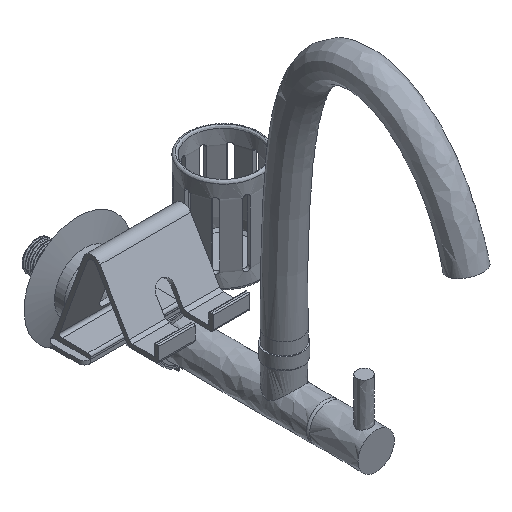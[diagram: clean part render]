
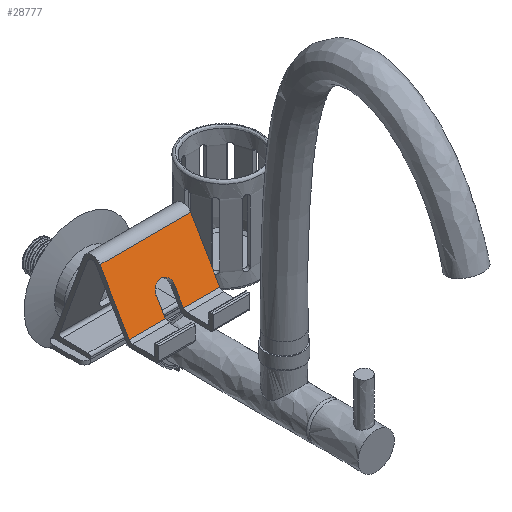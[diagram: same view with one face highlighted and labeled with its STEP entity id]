
A CAD part, isometric view. The second image highlights one B-rep face of the part: STEP entity #28777.
In plain terms, the highlighted free-form (B-spline) face has degree [1, 1] with [2, 2] control points.
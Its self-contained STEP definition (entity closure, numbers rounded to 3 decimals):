
#28549 = VERTEX_POINT('',#28550);
#28550 = CARTESIAN_POINT('',(-44.926,-54.333,
    65.549));
#28555 = EDGE_CURVE('',#28556,#28549,#28558,.T.);
#28556 = VERTEX_POINT('',#28557);
#28557 = CARTESIAN_POINT('',(-44.926,-61.82,
    52.58));
#28558 = B_SPLINE_CURVE_WITH_KNOTS('',1,(#28559,#28560),.UNSPECIFIED.,
  .F.,.F.,(2,2),(8.525,23.525),
  .PIECEWISE_BEZIER_KNOTS.);
#28559 = CARTESIAN_POINT('',(-44.926,-61.82,
    52.58));
#28560 = CARTESIAN_POINT('',(-44.926,-54.333,
    65.549));
#28751 = EDGE_CURVE('',#28549,#28752,#28754,.T.);
#28752 = VERTEX_POINT('',#28753);
#28753 = CARTESIAN_POINT('',(-29.95,-54.333,
    65.549));
#28754 = ( BOUNDED_CURVE() B_SPLINE_CURVE(2,(#28755,#28756,#28757,#28758
,#28759),.UNSPECIFIED.,.F.,.F.) B_SPLINE_CURVE_WITH_KNOTS((3,2,3),(
    3.142,4.712,6.283),
.PIECEWISE_BEZIER_KNOTS.) CURVE() GEOMETRIC_REPRESENTATION_ITEM() 
RATIONAL_B_SPLINE_CURVE((1.,0.707,1.,0.707,1.)) 
REPRESENTATION_ITEM('') );
#28755 = CARTESIAN_POINT('',(-44.926,-54.333,
    65.549));
#28756 = CARTESIAN_POINT('',(-44.926,-50.589,
    72.034));
#28757 = CARTESIAN_POINT('',(-37.438,-50.589,
    72.034));
#28758 = CARTESIAN_POINT('',(-29.95,-50.589,
    72.034));
#28759 = CARTESIAN_POINT('',(-29.95,-54.333,
    65.549));
#28777 = ADVANCED_FACE('',(#28778),#28822,.T.);
#28778 = FACE_BOUND('',#28779,.T.);
#28779 = EDGE_LOOP('',(#28780,#28781,#28782,#28789,#28796,#28803,#28810,
    #28817));
#28780 = ORIENTED_EDGE('',*,*,#28555,.T.);
#28781 = ORIENTED_EDGE('',*,*,#28751,.T.);
#28782 = ORIENTED_EDGE('',*,*,#28783,.T.);
#28783 = EDGE_CURVE('',#28752,#28784,#28786,.T.);
#28784 = VERTEX_POINT('',#28785);
#28785 = CARTESIAN_POINT('',(-29.95,-61.82,
    52.58));
#28786 = B_SPLINE_CURVE_WITH_KNOTS('',1,(#28787,#28788),.UNSPECIFIED.,
  .F.,.F.,(2,2),(-18.978,-3.978),
  .PIECEWISE_BEZIER_KNOTS.);
#28787 = CARTESIAN_POINT('',(-29.95,-54.333,
    65.549));
#28788 = CARTESIAN_POINT('',(-29.95,-61.82,
    52.58));
#28789 = ORIENTED_EDGE('',*,*,#28790,.F.);
#28790 = EDGE_CURVE('',#28791,#28784,#28793,.T.);
#28791 = VERTEX_POINT('',#28792);
#28792 = CARTESIAN_POINT('',(0.,-61.82,52.58));
#28793 = B_SPLINE_CURVE_WITH_KNOTS('',1,(#28794,#28795),.UNSPECIFIED.,
  .F.,.F.,(2,2),(0.,30.),.PIECEWISE_BEZIER_KNOTS.);
#28794 = CARTESIAN_POINT('',(0.,-61.82,52.58));
#28795 = CARTESIAN_POINT('',(-29.95,-61.82,
    52.58));
#28796 = ORIENTED_EDGE('',*,*,#28797,.F.);
#28797 = EDGE_CURVE('',#28798,#28791,#28800,.T.);
#28798 = VERTEX_POINT('',#28799);
#28799 = CARTESIAN_POINT('',(0.,-37.86,94.081));
#28800 = B_SPLINE_CURVE_WITH_KNOTS('',1,(#28801,#28802),.UNSPECIFIED.,
  .F.,.F.,(2,2),(0.,48.),.PIECEWISE_BEZIER_KNOTS.);
#28801 = CARTESIAN_POINT('',(0.,-37.86,94.081));
#28802 = CARTESIAN_POINT('',(0.,-61.82,52.58));
#28803 = ORIENTED_EDGE('',*,*,#28804,.T.);
#28804 = EDGE_CURVE('',#28798,#28805,#28807,.T.);
#28805 = VERTEX_POINT('',#28806);
#28806 = CARTESIAN_POINT('',(-74.876,-37.86,
    94.081));
#28807 = B_SPLINE_CURVE_WITH_KNOTS('',1,(#28808,#28809),.UNSPECIFIED.,
  .F.,.F.,(2,2),(0.,75.),.PIECEWISE_BEZIER_KNOTS.);
#28808 = CARTESIAN_POINT('',(0.,-37.86,94.081));
#28809 = CARTESIAN_POINT('',(-74.876,-37.86,
    94.081));
#28810 = ORIENTED_EDGE('',*,*,#28811,.F.);
#28811 = EDGE_CURVE('',#28812,#28805,#28814,.T.);
#28812 = VERTEX_POINT('',#28813);
#28813 = CARTESIAN_POINT('',(-74.876,-61.82,
    52.58));
#28814 = B_SPLINE_CURVE_WITH_KNOTS('',1,(#28815,#28816),.UNSPECIFIED.,
  .F.,.F.,(2,2),(-48.,0.),.PIECEWISE_BEZIER_KNOTS.);
#28815 = CARTESIAN_POINT('',(-74.876,-61.82,
    52.58));
#28816 = CARTESIAN_POINT('',(-74.876,-37.86,
    94.081));
#28817 = ORIENTED_EDGE('',*,*,#28818,.F.);
#28818 = EDGE_CURVE('',#28556,#28812,#28819,.T.);
#28819 = B_SPLINE_CURVE_WITH_KNOTS('',1,(#28820,#28821),.UNSPECIFIED.,
  .F.,.F.,(2,2),(45.,75.),.PIECEWISE_BEZIER_KNOTS.);
#28820 = CARTESIAN_POINT('',(-44.926,-61.82,
    52.58));
#28821 = CARTESIAN_POINT('',(-74.876,-61.82,
    52.58));
#28822 = B_SPLINE_SURFACE_WITH_KNOTS('',1,1,(
    (#28823,#28824)
    ,(#28825,#28826
    )),.UNSPECIFIED.,.F.,.F.,.F.,(2,2),(2,2),(2.,50.),(0.,75.),
  .PIECEWISE_BEZIER_KNOTS.);
#28823 = CARTESIAN_POINT('',(0.,-61.82,52.58));
#28824 = CARTESIAN_POINT('',(-74.876,-61.82,
    52.58));
#28825 = CARTESIAN_POINT('',(0.,-37.86,94.081));
#28826 = CARTESIAN_POINT('',(-74.876,-37.86,
    94.081));
